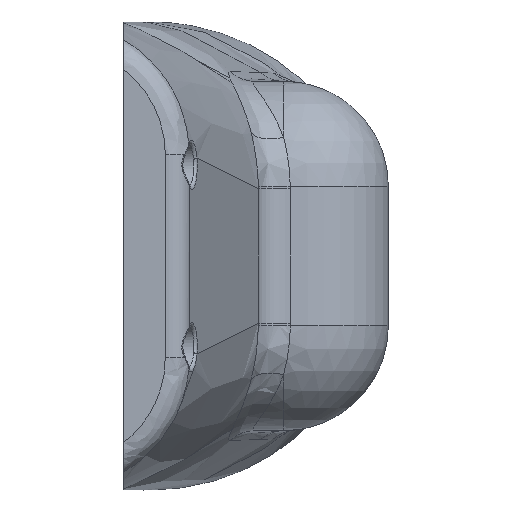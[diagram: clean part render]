
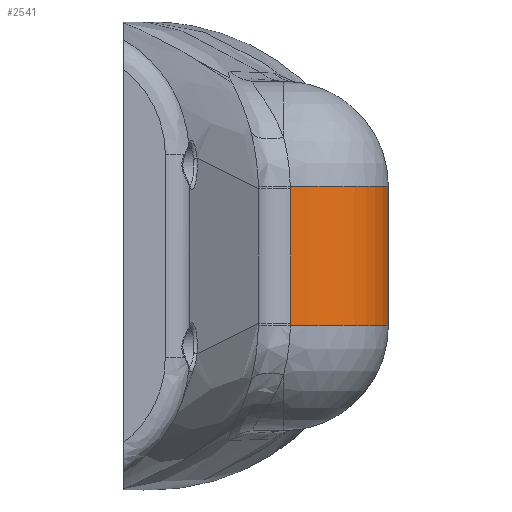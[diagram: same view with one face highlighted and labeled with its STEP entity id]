
A CAD part, front view. The second image highlights one B-rep face of the part: STEP entity #2541.
In plain terms, the highlighted cylindrical face has radius 15 mm (diameter 30 mm), a partial arc.
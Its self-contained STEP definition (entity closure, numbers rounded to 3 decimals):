
#186=CIRCLE('',#2796,15.);
#187=CIRCLE('',#2799,15.);
#241=CYLINDRICAL_SURFACE('',#2798,15.);
#376=B_SPLINE_CURVE_WITH_KNOTS('',3,(#8572,#8573,#8574,#8575),
 .UNSPECIFIED.,.F.,.F.,(4,4),(0.,0.015),.UNSPECIFIED.);
#380=B_SPLINE_CURVE_WITH_KNOTS('',3,(#8851,#8852,#8853,#8854),
 .UNSPECIFIED.,.F.,.F.,(4,4),(0.,0.015),
 .UNSPECIFIED.);
#546=FACE_OUTER_BOUND('',#716,.T.);
#716=EDGE_LOOP('',(#2243,#2244,#2245,#2246,#2247,#2248));
#819=LINE('',#8790,#908);
#827=LINE('',#8951,#916);
#908=VECTOR('',#3292,25.4);
#916=VECTOR('',#3338,25.4);
#1170=VERTEX_POINT('',#8179);
#1174=VERTEX_POINT('',#8504);
#1175=VERTEX_POINT('',#8570);
#1178=VERTEX_POINT('',#8788);
#1181=VERTEX_POINT('',#8928);
#1184=VERTEX_POINT('',#8945);
#1521=EDGE_CURVE('',#1175,#1174,#376,.T.);
#1530=EDGE_CURVE('',#1178,#1175,#819,.T.);
#1531=EDGE_CURVE('',#1170,#1178,#380,.T.);
#1548=EDGE_CURVE('',#1174,#1184,#186,.T.);
#1549=EDGE_CURVE('',#1181,#1184,#827,.T.);
#1550=EDGE_CURVE('',#1181,#1170,#187,.T.);
#2243=ORIENTED_EDGE('',*,*,#1531,.F.);
#2244=ORIENTED_EDGE('',*,*,#1550,.F.);
#2245=ORIENTED_EDGE('',*,*,#1549,.T.);
#2246=ORIENTED_EDGE('',*,*,#1548,.F.);
#2247=ORIENTED_EDGE('',*,*,#1521,.F.);
#2248=ORIENTED_EDGE('',*,*,#1530,.F.);
#2541=ADVANCED_FACE('',(#546),#241,.T.);
#2796=AXIS2_PLACEMENT_3D('',#8949,#3334,#3335);
#2798=AXIS2_PLACEMENT_3D('',#8952,#3339,#3340);
#2799=AXIS2_PLACEMENT_3D('',#8953,#3341,#3342);
#3292=DIRECTION('',(0.,0.,1.));
#3334=DIRECTION('center_axis',(0.,0.,1.));
#3335=DIRECTION('ref_axis',(0.707,-0.707,0.));
#3338=DIRECTION('',(0.,0.,1.));
#3339=DIRECTION('center_axis',(0.,0.,1.));
#3340=DIRECTION('ref_axis',(0.707,-0.707,0.));
#3341=DIRECTION('center_axis',(0.,0.,-1.));
#3342=DIRECTION('ref_axis',(0.707,-0.707,0.));
#8179=CARTESIAN_POINT('',(18.868,-105.388,-152.609));
#8504=CARTESIAN_POINT('',(18.868,-105.388,-132.609));
#8570=CARTESIAN_POINT('',(18.87,-105.387,-132.983));
#8572=CARTESIAN_POINT('Ctrl Pts',(18.87,-105.387,-132.983));
#8573=CARTESIAN_POINT('Ctrl Pts',(18.87,-105.387,-132.859));
#8574=CARTESIAN_POINT('Ctrl Pts',(18.869,-105.387,-132.734));
#8575=CARTESIAN_POINT('Ctrl Pts',(18.868,-105.388,-132.609));
#8788=CARTESIAN_POINT('',(18.87,-105.387,-152.234));
#8790=CARTESIAN_POINT('',(18.87,-105.387,-142.609));
#8851=CARTESIAN_POINT('Ctrl Pts',(18.868,-105.388,-152.609));
#8852=CARTESIAN_POINT('Ctrl Pts',(18.869,-105.387,-152.484));
#8853=CARTESIAN_POINT('Ctrl Pts',(18.87,-105.387,-152.359));
#8854=CARTESIAN_POINT('Ctrl Pts',(18.87,-105.387,-152.234));
#8928=CARTESIAN_POINT('',(32.912,-90.418,-152.609));
#8945=CARTESIAN_POINT('',(32.912,-90.418,-132.609));
#8949=CARTESIAN_POINT('Origin',(17.912,-90.418,-132.609));
#8951=CARTESIAN_POINT('',(32.912,-90.418,-142.609));
#8952=CARTESIAN_POINT('Origin',(17.912,-90.418,-142.609));
#8953=CARTESIAN_POINT('Origin',(17.912,-90.418,-152.609));
